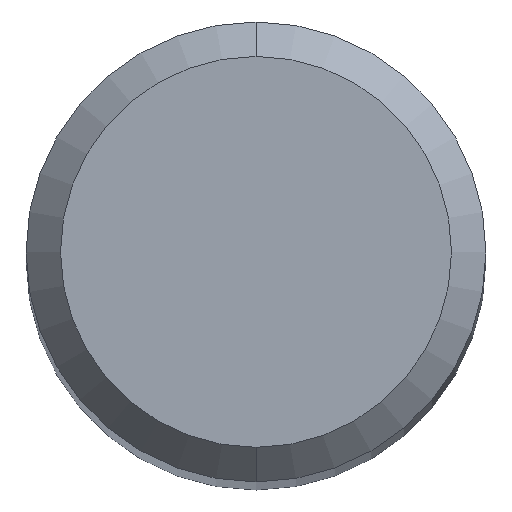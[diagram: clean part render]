
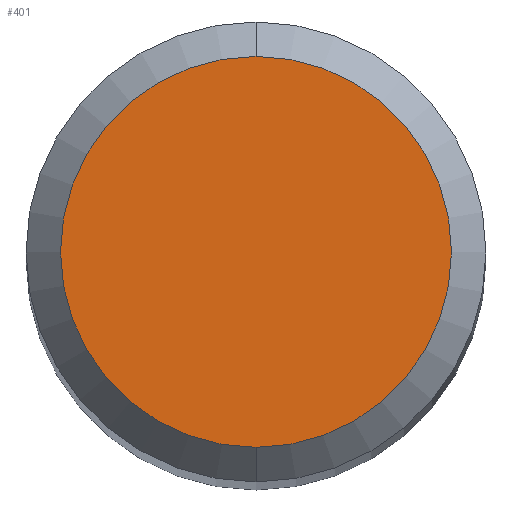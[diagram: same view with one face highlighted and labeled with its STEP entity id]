
A CAD part, top view. The second image highlights one B-rep face of the part: STEP entity #401.
In plain terms, the highlighted planar face has unit normal (0, 0, 1).
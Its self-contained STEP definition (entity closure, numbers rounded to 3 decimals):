
#217=VERTEX_POINT('',#551);
#255=EDGE_CURVE('',#217,#335,#593,.T.);
#335=VERTEX_POINT('',#682);
#383=EDGE_CURVE('',#335,#217,#737,.T.);
#401=ADVANCED_FACE('',(#756),#757,.T.);
#551=CARTESIAN_POINT('',(0.,-1.7,0.0));
#593=CIRCLE('',#1042,1.7);
#682=CARTESIAN_POINT('',(0.0,1.7,0.0));
#737=CIRCLE('',#1274,1.7);
#756=FACE_OUTER_BOUND('',#1299,.T.);
#757=PLANE('',#1300);
#1042=AXIS2_PLACEMENT_3D('',#1623,#1624,#1625);
#1274=AXIS2_PLACEMENT_3D('',#1836,#1837,#1838);
#1299=EDGE_LOOP('',(#1857,#1858));
#1300=AXIS2_PLACEMENT_3D('',#1859,#1860,#1861);
#1623=CARTESIAN_POINT('',(0.0,0.0,0.0));
#1624=DIRECTION('',(0.0,0.0,-1.0));
#1625=DIRECTION('',(0.0,1.0,0.0));
#1836=CARTESIAN_POINT('',(0.0,0.0,0.0));
#1837=DIRECTION('',(0.0,0.0,-1.0));
#1838=DIRECTION('',(0.0,1.0,0.0));
#1857=ORIENTED_EDGE('',*,*,#383,.F.);
#1858=ORIENTED_EDGE('',*,*,#255,.F.);
#1859=CARTESIAN_POINT('',(0.0,0.85,0.0));
#1860=DIRECTION('',(-0.0,0.0,1.0));
#1861=DIRECTION('',(0.0,-1.0,0.0));
